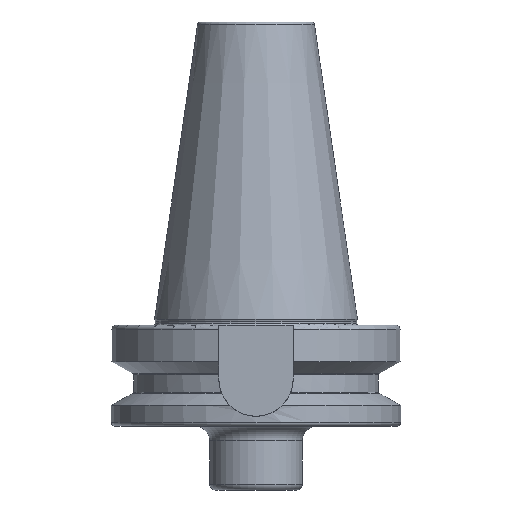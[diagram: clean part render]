
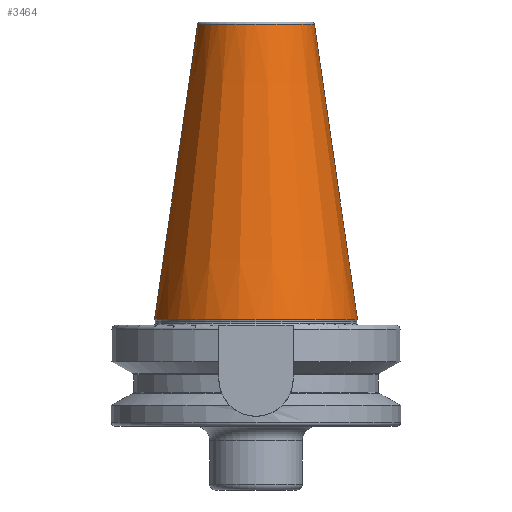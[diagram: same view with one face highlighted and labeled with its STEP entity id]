
A CAD part, left-side view. The second image highlights one B-rep face of the part: STEP entity #3464.
In plain terms, the highlighted conical face has half-angle 8.297 degrees and reference radius 27.637 mm.
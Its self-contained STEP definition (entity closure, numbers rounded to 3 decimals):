
#998=CARTESIAN_POINT('',(0,0,138.944));
#999=DIRECTION('',(0,0,1));
#1000=DIRECTION('',(0,1,0));
#1001=AXIS2_PLACEMENT_3D('',#998,#999,#1000);
#1003=DIRECTION('',(0.,0.144,0.99));
#1004=VECTOR('',#1003,103.023);
#1005=CARTESIAN_POINT('',(0,-35.071,37));
#1006=LINE('',#1005,#1004);
#1007=CARTESIAN_POINT('',(0,0,37));
#1008=DIRECTION('',(0,0,1));
#1009=DIRECTION('',(0,1,0));
#1010=AXIS2_PLACEMENT_3D('',#1007,#1008,#1009);
#1012=DIRECTION('',(0.,-0.144,0.99));
#1013=VECTOR('',#1012,103.023);
#1014=CARTESIAN_POINT('',(0,35.071,37));
#1015=LINE('',#1014,#1013);
#1880=CARTESIAN_POINT('',(0,35.071,37));
#1882=VERTEX_POINT('',#1880);
#1896=CARTESIAN_POINT('',(0,-35.071,37));
#1898=VERTEX_POINT('',#1896);
#1923=CARTESIAN_POINT('',(0,20.204,138.944));
#1924=CARTESIAN_POINT('',(0,-20.204,138.944));
#1925=VERTEX_POINT('',#1923);
#1926=VERTEX_POINT('',#1924);
#3452=CARTESIAN_POINT('',(0,0,87.972));
#3453=DIRECTION('',(0,0,-1));
#3454=DIRECTION('',(0,-1,0));
#3455=AXIS2_PLACEMENT_3D('',#3452,#3453,#3454);
#3456=CONICAL_SURFACE('',#3455,27.637,8.297);
#3457=ORIENTED_EDGE('',*,*,#3446,.T.);
#3458=ORIENTED_EDGE('',*,*,#3231,.F.);
#3460=ORIENTED_EDGE('',*,*,#3459,.F.);
#3461=ORIENTED_EDGE('',*,*,#3227,.T.);
#3462=EDGE_LOOP('',(#3457,#3458,#3460,#3461));
#3463=FACE_OUTER_BOUND('',#3462,.F.);
#3464=ADVANCED_FACE('',(#3463),#3456,.T.);
#1002=CIRCLE('',#1001,20.204);
#1011=CIRCLE('',#1010,35.071);
#3227=EDGE_CURVE('',#1882,#1925,#1015,.T.);
#3231=EDGE_CURVE('',#1898,#1926,#1006,.T.);
#3446=EDGE_CURVE('',#1925,#1926,#1002,.T.);
#3459=EDGE_CURVE('',#1882,#1898,#1011,.T.);
